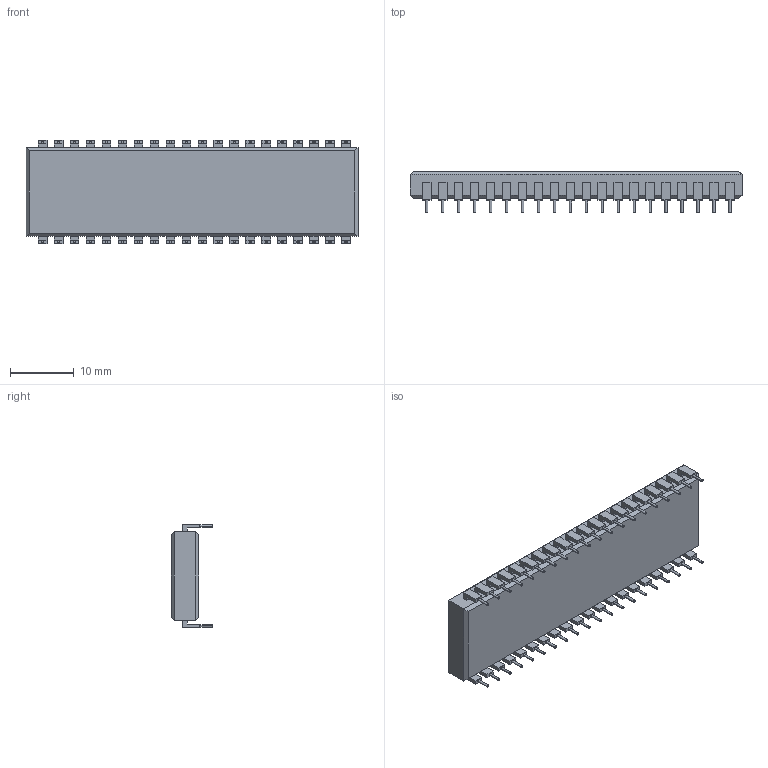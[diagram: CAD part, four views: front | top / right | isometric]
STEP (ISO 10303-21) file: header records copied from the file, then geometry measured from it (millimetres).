
FILE_DESCRIPTION (( 'STEP AP214' ), '1' );
FILE_NAME ('591DD207-7ABD-4763-801B-3E788A57A827.STEP', '2023-05-08T16:25:25', ( '' ), ( '' ), 'SwSTEP 2.0', 'SolidWorks 2022', '' );
FILE_SCHEMA (( 'AUTOMOTIVE_DESIGN' ));
Length unit declared in the file: millimetre
Products named in the file (1): 591DD207-7ABD-4763-801B-3E788A57A827
Bounding box: 52 x 6.49 x 16.25 mm (x, y, z)
Volume: 3137.3 mm3; surface area: 2598.8 mm2
Topology: 1 solids, 1 shells, 530 faces, 1288 edges, 856 vertices
Faces by surface type: plane 409, cylinder 83, bspline 38
Entity records: 23111 total; most frequent: CARTESIAN_POINT 4959, ORIENTED_EDGE 2576, DIRECTION 2362, EDGE_CURVE 1288, LINE 1044, VECTOR 1044, VERTEX_POINT 856, AXIS2_PLACEMENT_3D 659
